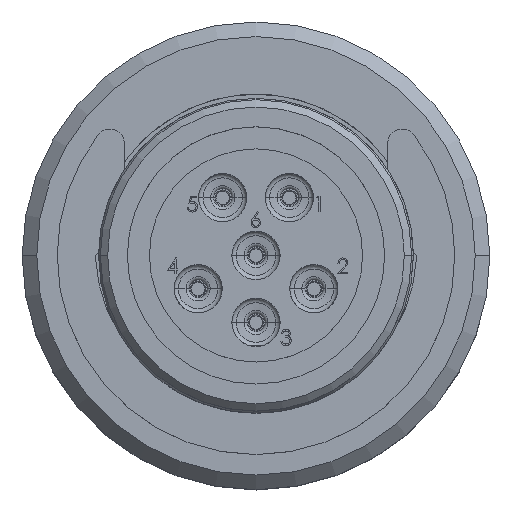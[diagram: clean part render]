
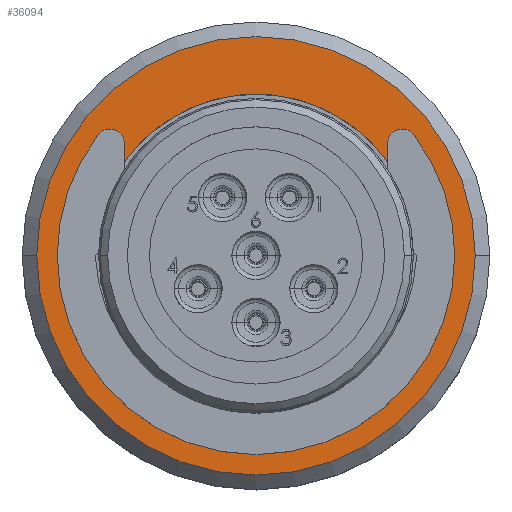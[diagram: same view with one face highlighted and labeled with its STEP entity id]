
A CAD part, top view. The second image highlights one B-rep face of the part: STEP entity #36094.
In plain terms, the highlighted planar face has unit normal (0, 0, 1).
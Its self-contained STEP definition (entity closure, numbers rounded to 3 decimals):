
#86 = CARTESIAN_POINT ( 'NONE',  ( 0., 0., -8.82 ) ) ;
#1148 = CARTESIAN_POINT ( 'NONE',  ( 0., 0., -8.82 ) ) ;
#1691 = ORIENTED_EDGE ( 'NONE', *, *, #7075, .T. ) ;
#2018 = CARTESIAN_POINT ( 'NONE',  ( 5.397, 4.137, -8.82 ) ) ;
#2231 = CIRCLE ( 'NONE', #16985, 6.8 ) ;
#2665 = LINE ( 'NONE', #11383, #45653 ) ;
#2790 = DIRECTION ( 'NONE',  ( 1., 0., 0. ) ) ;
#2829 = ORIENTED_EDGE ( 'NONE', *, *, #16182, .F. ) ;
#3641 = AXIS2_PLACEMENT_3D ( 'NONE', #44730, #19045, #49029 ) ;
#3833 = VERTEX_POINT ( 'NONE', #44562 ) ;
#4245 = CIRCLE ( 'NONE', #29240, 7.5 ) ;
#4326 = ORIENTED_EDGE ( 'NONE', *, *, #34549, .F. ) ;
#4456 = DIRECTION ( 'NONE',  ( 1., 0., 0. ) ) ;
#4948 = CARTESIAN_POINT ( 'NONE',  ( 7.5, 0., -8.82 ) ) ;
#5504 = DIRECTION ( 'NONE',  ( 1., 0., 0. ) ) ;
#5646 = CARTESIAN_POINT ( 'NONE',  ( -7.5, 0., -8.82 ) ) ;
#5732 = CIRCLE ( 'NONE', #23337, 6.8 ) ;
#6303 = CIRCLE ( 'NONE', #25432, 7.5 ) ;
#6584 = DIRECTION ( 'NONE',  ( 0., 0., 1. ) ) ;
#6802 = CIRCLE ( 'NONE', #3641, 0.5 ) ;
#7075 = EDGE_CURVE ( 'NONE', #47949, #22976, #6303, .T. ) ;
#7458 = CARTESIAN_POINT ( 'NONE',  ( 6.8, 0., -8.82 ) ) ;
#8461 = VERTEX_POINT ( 'NONE', #18754 ) ;
#8491 = DIRECTION ( 'NONE',  ( 0., 0., 1. ) ) ;
#8677 = CARTESIAN_POINT ( 'NONE',  ( 0., 0., -8.82 ) ) ;
#9281 = DIRECTION ( 'NONE',  ( 0., 0., -1. ) ) ;
#9842 = EDGE_CURVE ( 'NONE', #22976, #47949, #4245, .T. ) ;
#10880 = AXIS2_PLACEMENT_3D ( 'NONE', #35070, #9281, #39389 ) ;
#11330 = CARTESIAN_POINT ( 'NONE',  ( 0., 0., -8.82 ) ) ;
#11383 = CARTESIAN_POINT ( 'NONE',  ( 4.5, 2.179, -8.82 ) ) ;
#12894 = PLANE ( 'NONE',  #43846 ) ;
#13000 = DIRECTION ( 'NONE',  ( 1., 0., 0. ) ) ;
#13413 = ORIENTED_EDGE ( 'NONE', *, *, #46307, .F. ) ;
#13600 = VERTEX_POINT ( 'NONE', #2018 ) ;
#14027 = CARTESIAN_POINT ( 'NONE',  ( -4.5, 2.179, -8.82 ) ) ;
#15669 = DIRECTION ( 'NONE',  ( 1., 0., 0. ) ) ;
#15714 = CIRCLE ( 'NONE', #23018, 6.8 ) ;
#15896 = VERTEX_POINT ( 'NONE', #34522 ) ;
#16182 = EDGE_CURVE ( 'NONE', #31373, #13600, #5732, .T. ) ;
#16678 = EDGE_CURVE ( 'NONE', #15896, #22533, #15714, .T. ) ;
#16985 = AXIS2_PLACEMENT_3D ( 'NONE', #1148, #31256, #5504 ) ;
#18754 = CARTESIAN_POINT ( 'NONE',  ( -4.5, 3.833, -8.82 ) ) ;
#19045 = DIRECTION ( 'NONE',  ( 0., 0., 1. ) ) ;
#19580 = ORIENTED_EDGE ( 'NONE', *, *, #16678, .F. ) ;
#21485 = FACE_OUTER_BOUND ( 'NONE', #29892, .T. ) ;
#22492 = EDGE_CURVE ( 'NONE', #8461, #15896, #6802, .T. ) ;
#22533 = VERTEX_POINT ( 'NONE', #31835 ) ;
#22976 = VERTEX_POINT ( 'NONE', #5646 ) ;
#23018 = AXIS2_PLACEMENT_3D ( 'NONE', #32342, #6584, #36655 ) ;
#23337 = AXIS2_PLACEMENT_3D ( 'NONE', #11330, #41396, #15669 ) ;
#23570 = AXIS2_PLACEMENT_3D ( 'NONE', #34284, #8491, #38603 ) ;
#24138 = EDGE_CURVE ( 'NONE', #13600, #3833, #54294, .T. ) ;
#25432 = AXIS2_PLACEMENT_3D ( 'NONE', #54196, #28575, #2790 ) ;
#28186 = VECTOR ( 'NONE', #44027, 1000. ) ;
#28575 = DIRECTION ( 'NONE',  ( 0., 0., 1. ) ) ;
#29240 = AXIS2_PLACEMENT_3D ( 'NONE', #8677, #38792, #13000 ) ;
#29892 = EDGE_LOOP ( 'NONE', ( #50486, #1691 ) ) ;
#30198 = DIRECTION ( 'NONE',  ( 0., 0., 1. ) ) ;
#31161 = ORIENTED_EDGE ( 'NONE', *, *, #22492, .F. ) ;
#31256 = DIRECTION ( 'NONE',  ( 0., 0., 1. ) ) ;
#31373 = VERTEX_POINT ( 'NONE', #7458 ) ;
#31835 = CARTESIAN_POINT ( 'NONE',  ( -6.8, 0., -8.82 ) ) ;
#32342 = CARTESIAN_POINT ( 'NONE',  ( 0., 0., -8.82 ) ) ;
#32963 = CARTESIAN_POINT ( 'NONE',  ( -4.5, 3.223, -8.82 ) ) ;
#34284 = CARTESIAN_POINT ( 'NONE',  ( 5., 3.833, -8.82 ) ) ;
#34522 = CARTESIAN_POINT ( 'NONE',  ( -5.397, 4.137, -8.82 ) ) ;
#34549 = EDGE_CURVE ( 'NONE', #3833, #37394, #2665, .T. ) ;
#35070 = CARTESIAN_POINT ( 'NONE',  ( 0., 0., -8.82 ) ) ;
#36094 = ADVANCED_FACE ( 'NONE', ( #21485, #54309 ), #12894, .T. ) ;
#36254 = EDGE_CURVE ( 'NONE', #49985, #8461, #40932, .T. ) ;
#36655 = DIRECTION ( 'NONE',  ( 1., 0., 0. ) ) ;
#37285 = ORIENTED_EDGE ( 'NONE', *, *, #52414, .T. ) ;
#37394 = VERTEX_POINT ( 'NONE', #39533 ) ;
#38603 = DIRECTION ( 'NONE',  ( 1., 0., 0. ) ) ;
#38792 = DIRECTION ( 'NONE',  ( 0., 0., 1. ) ) ;
#39389 = DIRECTION ( 'NONE',  ( -1., 0., 0. ) ) ;
#39533 = CARTESIAN_POINT ( 'NONE',  ( 4.5, 3.223, -8.82 ) ) ;
#40932 = LINE ( 'NONE', #14027, #28186 ) ;
#41396 = DIRECTION ( 'NONE',  ( 0., 0., 1. ) ) ;
#41456 = DIRECTION ( 'NONE',  ( 0., -1., 0. ) ) ;
#43721 = ORIENTED_EDGE ( 'NONE', *, *, #36254, .F. ) ;
#43846 = AXIS2_PLACEMENT_3D ( 'NONE', #86, #30198, #4456 ) ;
#43942 = CIRCLE ( 'NONE', #10880, 5.535 ) ;
#44027 = DIRECTION ( 'NONE',  ( 0., 1., 0. ) ) ;
#44562 = CARTESIAN_POINT ( 'NONE',  ( 4.5, 3.833, -8.82 ) ) ;
#44730 = CARTESIAN_POINT ( 'NONE',  ( -5., 3.833, -8.82 ) ) ;
#45653 = VECTOR ( 'NONE', #41456, 1000. ) ;
#46307 = EDGE_CURVE ( 'NONE', #22533, #31373, #2231, .T. ) ;
#47949 = VERTEX_POINT ( 'NONE', #4948 ) ;
#49029 = DIRECTION ( 'NONE',  ( 1., 0., 0. ) ) ;
#49985 = VERTEX_POINT ( 'NONE', #32963 ) ;
#50486 = ORIENTED_EDGE ( 'NONE', *, *, #9842, .T. ) ;
#52414 = EDGE_CURVE ( 'NONE', #49985, #37394, #43942, .T. ) ;
#52745 = ORIENTED_EDGE ( 'NONE', *, *, #24138, .F. ) ;
#53511 = EDGE_LOOP ( 'NONE', ( #43721, #37285, #4326, #52745, #2829, #13413, #19580, #31161 ) ) ;
#54196 = CARTESIAN_POINT ( 'NONE',  ( 0., 0., -8.82 ) ) ;
#54294 = CIRCLE ( 'NONE', #23570, 0.5 ) ;
#54309 = FACE_BOUND ( 'NONE', #53511, .T. ) ;
